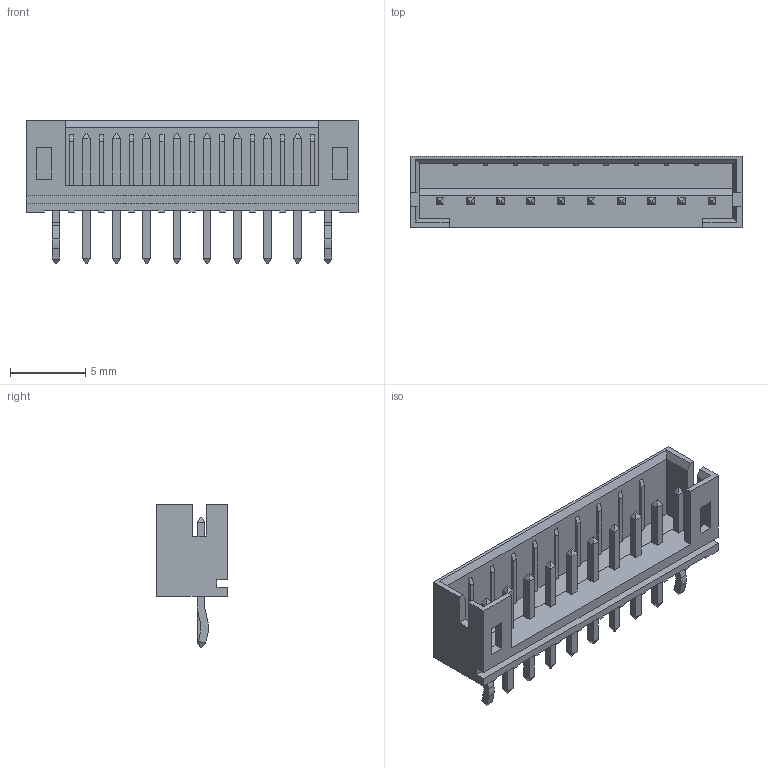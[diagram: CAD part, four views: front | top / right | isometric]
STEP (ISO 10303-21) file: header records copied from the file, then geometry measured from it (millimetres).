
FILE_DESCRIPTION(/* description */ ('Unknown'),/* implementation_level */ '2;1');
FILE_NAME(/* name */ '62001011622',/* time_stamp */ '2018-11-15T11:47:24+01:00',/* author */ ('Unknown'),/* organization */ ('Unknown'),/* preprocessor_version */ 'ST-DEVELOPER v16.7',/* originating_system */ 'DEX',/* authorisation */ $);
FILE_SCHEMA (('AUTOMOTIVE_DESIGN {1 0 10303 214 3 1 1}'));
Length unit declared in the file: millimetre
Products named in the file (4): 6200xx11622; 62001011622; 6200xx11622_Pin1; 6200xx11622_Pin2
Assembly tree (11 placements, depth 2):
  6200xx11622
    62001011622
    6200xx11622_Pin1  x2
    6200xx11622_Pin2  x8
Bounding box: 22 x 4.7 x 9.5 mm (x, y, z)
Volume: 231.1 mm3; surface area: 860.4 mm2
Topology: 11 solids, 11 shells, 315 faces, 795 edges, 502 vertices
Faces by surface type: plane 307, cylinder 8
Entity records: 6343 total; most frequent: CARTESIAN_POINT 1112, ORIENTED_EDGE 1094, DIRECTION 969, EDGE_CURVE 547, LINE 539, VECTOR 539, VERTEX_POINT 358, EDGE_LOOP 219
